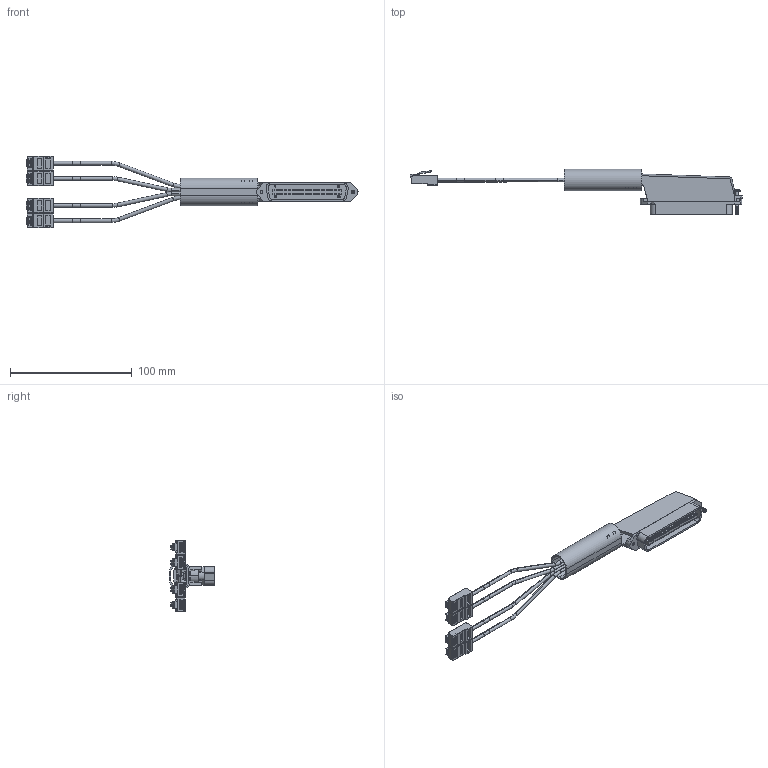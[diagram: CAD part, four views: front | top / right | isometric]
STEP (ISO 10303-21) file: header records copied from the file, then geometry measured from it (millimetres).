
FILE_DESCRIPTION (( 'STEP AP203' ), '1' );
FILE_NAME ('TDC50M88.STEP', '2013-06-10T13:43:58', ( 'x' ), ( '' ), 'SwSTEP 2.0', 'SolidWorks 2012', '' );
FILE_SCHEMA (( 'CONFIG_CONTROL_DESIGN' ));
Length unit declared in the file: inch
Products named in the file (13): TDC50M88; 3AB02-012; 3AB02-013-MA2; 3AB02-013-MA1_no aligning hole; TDC50 NUMBER BAND; TDC50 SHRINK TUBE_1.1" OVAL; TDC50 SWEEP 1; TDC50 SWEEP 2; 3AA16-009_50P MALE; 3AA16-009-MA2___; 1AA01-037-MA2___; 3AA16-009-MA1___; 3AA16-009-MA3
Assembly tree (27 placements, depth 3):
  TDC50M88
    3AA16-009_50P MALE
      3AA16-009-MA3
      3AA16-009-MA1___
      1AA01-037-MA2___
      3AA16-009-MA2___
    TDC50 SWEEP 2  x2
    TDC50 SWEEP 1  x2
    TDC50 SHRINK TUBE_1.1" OVAL
    TDC50 NUMBER BAND  x4
    3AB02-012  x4
      3AB02-013-MA1_no aligning hole
      3AB02-013-MA2
Bounding box: 272.34 x 37.25 x 58.93 mm (x, y, z)
Volume: 34067.5 mm3; surface area: 41586.5 mm2
Topology: 49 solids, 49 shells, 2238 faces, 6334 edges, 4143 vertices
Faces by surface type: plane 1665, cylinder 448, bspline 56, sphere 36, torus 30, cone 3
Entity records: 36400 total; most frequent: CARTESIAN_POINT 10360, ORIENTED_EDGE 5340, DIRECTION 4594, EDGE_CURVE 2670, VECTOR 2214, LINE 2214, VERTEX_POINT 1757, AXIS2_PLACEMENT_3D 1190
